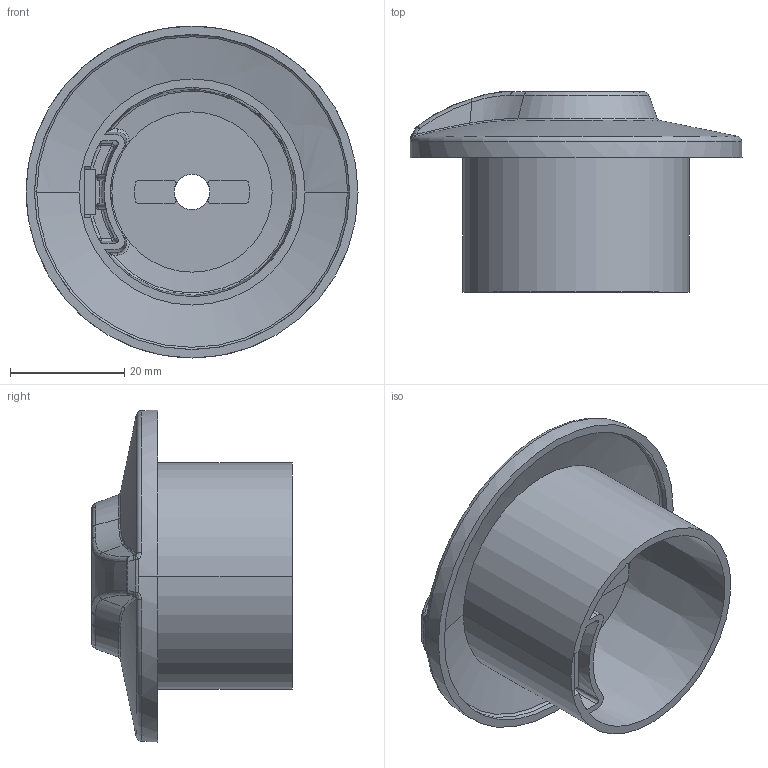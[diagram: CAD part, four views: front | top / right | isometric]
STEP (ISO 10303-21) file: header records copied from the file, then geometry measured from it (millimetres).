
FILE_DESCRIPTION((''),'2;1');
FILE_NAME('199856BT-F130-A_ASM','2007-08-16T',('IndustrieHansa'),('Pepperl+Fuchs'),'PRO/ENGINEER BY PARAMETRIC TECHNOLOGY CORPORATION, 2006420','PRO/ENGINEER BY PARAMETRIC TECHNOLOGY CORPORATION, 2006420','');
FILE_SCHEMA(('AUTOMOTIVE_DESIGN_CC2 { 1 2 10303 214 -1 1 5 2 }'));
Length unit declared in the file: millimetre
Products named in the file (4): 04BV91_1; 04BV95_1; 04A7J0_1; 199856BT-F130-A_ASM
Assembly tree (3 placements, depth 2):
  199856BT-F130-A_ASM
    04BV91_1
    04BV95_1
    04A7J0_1
Bounding box: 58 x 35 x 58 mm (x, y, z)
Volume: 19452.9 mm3; surface area: 17347 mm2
Topology: 3 solids, 3 shells, 185 faces, 533 edges, 352 vertices
Faces by surface type: cylinder 59, plane 57, torus 34, bspline 12, sphere 12, cone 10, revolution 1
Entity records: 8679 total; most frequent: CARTESIAN_POINT 2175, ORIENTED_EDGE 1048, DIRECTION 1034, PRESENTATION_STYLE_ASSIGNMENT 527, STYLED_ITEM 527, CURVE_STYLE 524, EDGE_CURVE 524, AXIS2_PLACEMENT_3D 438
